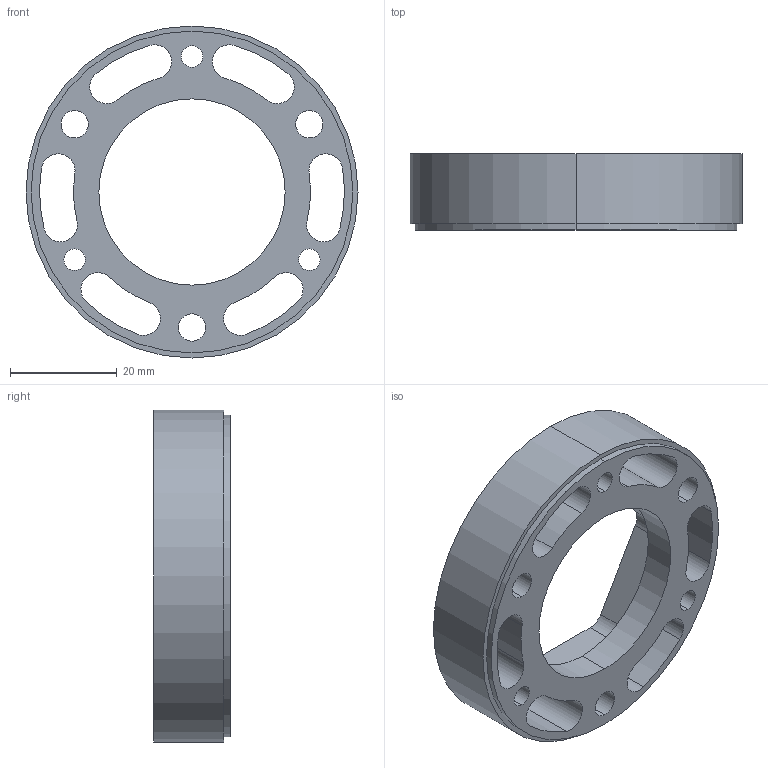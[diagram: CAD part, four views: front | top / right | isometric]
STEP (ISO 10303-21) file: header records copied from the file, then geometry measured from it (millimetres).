
FILE_DESCRIPTION (( 'STEP AP214' ), '1' );
FILE_NAME ('AM-2285 Stage Housing.STEP', '2014-01-30T14:36:37', ( '' ), ( '' ), 'SwSTEP 2.0', 'SolidWorks 2010', '' );
FILE_SCHEMA (( 'AUTOMOTIVE_DESIGN' ));
Length unit declared in the file: inch
Products named in the file (1): AM-2285 Stage Housing
Bounding box: 62.23 x 14.33 x 62.23 mm (x, y, z)
Volume: 15476 mm3; surface area: 11908.9 mm2
Topology: 1 solids, 1 shells, 76 faces, 204 edges, 136 vertices
Faces by surface type: cylinder 62, plane 14
Entity records: 2622 total; most frequent: DIRECTION 482, CARTESIAN_POINT 417, ORIENTED_EDGE 408, EDGE_CURVE 204, AXIS2_PLACEMENT_3D 201, VERTEX_POINT 136, CIRCLE 124, EDGE_LOOP 108
